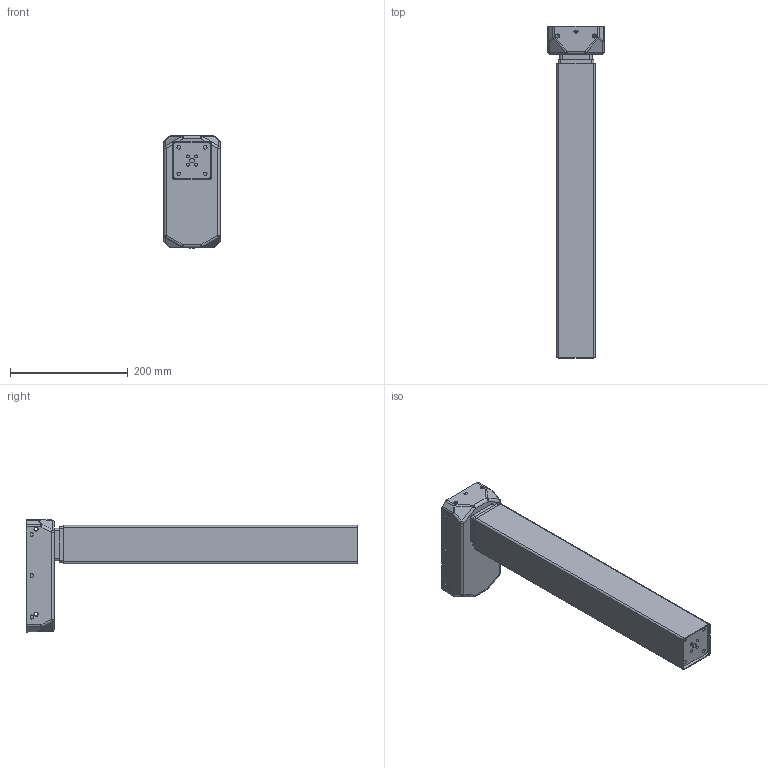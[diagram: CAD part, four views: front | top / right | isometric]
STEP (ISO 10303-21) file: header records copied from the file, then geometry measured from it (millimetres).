
FILE_DESCRIPTION((''),'2;1');
FILE_NAME('JS36DS9-3-S_ASM','2020-01-09T09:21:22',('Administrator'),('捷昌驱动'),'CREO PARAMETRIC BY PTC INC, 2018500','CREO PARAMETRIC BY PTC INC, 2018500','');
FILE_SCHEMA(('CONFIG_CONTROL_DESIGN'));
Length unit declared in the file: millimetre
Products named in the file (10): PRT0578_1_1; PRT0613_1_1; PRT0614_1_1; PRT0621_1_1; PRT0622_1_1; PRT0623_1_1; ASM0054_ASM_1_ASM_1_ASM; DS9-7-25_X_T_ASM_1_ASM_1_ASM; DS9-10-8_X_T_ASM_ASM_1_ASM; JS36DS9-3-S_ASM
Assembly tree (9 placements, depth 5):
  JS36DS9-3-S_ASM
    DS9-10-8_X_T_ASM_ASM_1_ASM
      DS9-7-25_X_T_ASM_1_ASM_1_ASM
        ASM0054_ASM_1_ASM_1_ASM
          PRT0578_1_1
          PRT0613_1_1
          PRT0614_1_1
          PRT0621_1_1
          PRT0622_1_1
          PRT0623_1_1
Bounding box: 96 x 564 x 190.75 mm (x, y, z)
Volume: 738104.9 mm3; surface area: 812546.1 mm2
Topology: 6 solids, 6 shells, 435 faces, 1270 edges, 822 vertices
Faces by surface type: plane 213, cylinder 168, sphere 32, torus 18, bspline 4
Entity records: 14970 total; most frequent: CARTESIAN_POINT 2955, DIRECTION 2544, ORIENTED_EDGE 2476, EDGE_CURVE 1238, AXIS2_PLACEMENT_3D 906, VERTEX_POINT 822, VECTOR 732, LINE 732
